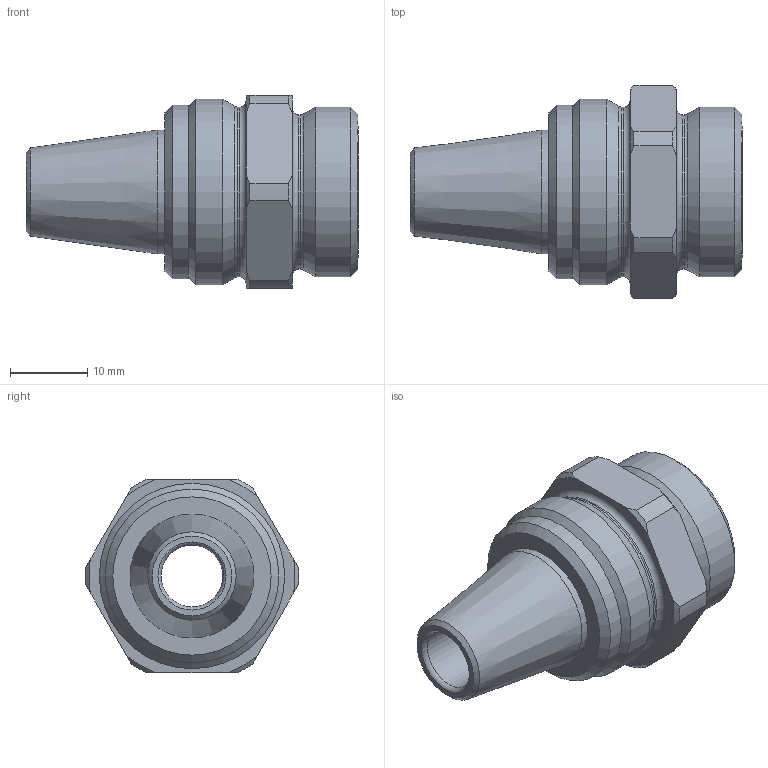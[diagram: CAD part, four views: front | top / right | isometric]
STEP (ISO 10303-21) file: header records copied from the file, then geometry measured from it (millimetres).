
FILE_DESCRIPTION( ( 'Unknown' ), '1' );
FILE_NAME( '379981600-A.stp', 'Unknown', ( 'Unknown' ), ( 'Unknown' ), 'PSStep 15.0.49', 'Unknown', ' ' );
FILE_SCHEMA( ( 'AUTOMOTIVE_DESIGN { 1 0 10303 214 1 1 1 1 }' ) );
Length unit declared in the file: millimetre
Products named in the file (4): Assem1; 0012694; 0012701; 0012693
Assembly tree (3 placements, depth 2):
  Assem1
    0012694
    0012701
    0012693
Bounding box: 43 x 27.69 x 25 mm (x, y, z)
Volume: 9131.9 mm3; surface area: 8022.9 mm2
Topology: 3 solids, 3 shells, 75 faces, 172 edges, 109 vertices
Faces by surface type: cone 26, cylinder 19, plane 18, torus 12
Full cylindrical faces by diameter (mm): 8 x1, 10.5 x1, 16.05 x1, 16.8 x1, 18 x4, 20 x1, 22 x2, 22.5 x1, 24 x1
Entity records: 1998 total; most frequent: CARTESIAN_POINT 370, DIRECTION 328, ORIENTED_EDGE 242, AXIS2_PLACEMENT_3D 152, EDGE_LOOP 124, EDGE_CURVE 121, FACE_OUTER_BOUND 100, VERTEX_POINT 98
